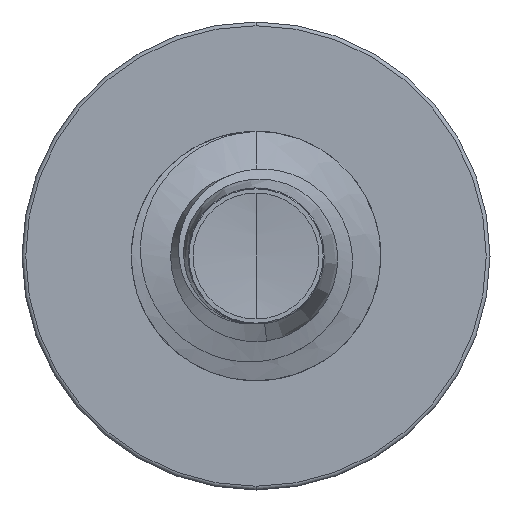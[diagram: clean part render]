
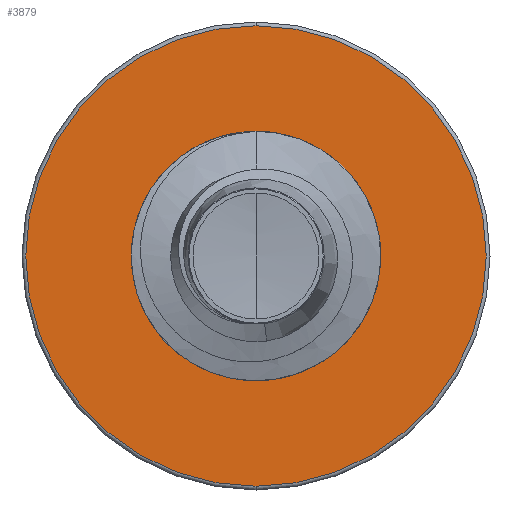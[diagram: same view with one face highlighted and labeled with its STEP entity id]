
A CAD part, front view. The second image highlights one B-rep face of the part: STEP entity #3879.
In plain terms, the highlighted planar face has unit normal (0, -1, 0).
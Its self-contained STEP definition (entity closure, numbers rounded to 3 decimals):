
#189 = CARTESIAN_POINT ( 'NONE',  ( 0., 5.5, 0. ) ) ;
#358 = ORIENTED_EDGE ( 'NONE', *, *, #8329, .T. ) ;
#878 = DIRECTION ( 'NONE',  ( 0., 0., 1. ) ) ;
#1027 = EDGE_CURVE ( 'NONE', #7501, #3931, #6652, .T. ) ;
#1037 = DIRECTION ( 'NONE',  ( 0., 0., 1. ) ) ;
#1125 = AXIS2_PLACEMENT_3D ( 'NONE', #189, #6082, #1037 ) ;
#1268 = AXIS2_PLACEMENT_3D ( 'NONE', #8667, #3618, #9499 ) ;
#1648 = PLANE ( 'NONE',  #3220 ) ;
#1718 = CARTESIAN_POINT ( 'NONE',  ( 0., 5.5, 1.989 ) ) ;
#2627 = ORIENTED_EDGE ( 'NONE', *, *, #5958, .F. ) ;
#2679 = CIRCLE ( 'NONE', #1268, 1.989 ) ;
#3018 = CARTESIAN_POINT ( 'NONE',  ( 0., 5.5, 0. ) ) ;
#3220 = AXIS2_PLACEMENT_3D ( 'NONE', #5071, #5919, #878 ) ;
#3459 = CARTESIAN_POINT ( 'NONE',  ( 0., 5.5, 0. ) ) ;
#3540 = ORIENTED_EDGE ( 'NONE', *, *, #5718, .F. ) ;
#3618 = DIRECTION ( 'NONE',  ( 0., 1., 0. ) ) ;
#3684 = EDGE_LOOP ( 'NONE', ( #2627, #3540 ) ) ;
#3855 = DIRECTION ( 'NONE',  ( 0., 0., 1. ) ) ;
#3879 = ADVANCED_FACE ( 'NONE', ( #9791, #7577 ), #1648, .F. ) ;
#3931 = VERTEX_POINT ( 'NONE', #1718 ) ;
#4302 = DIRECTION ( 'NONE',  ( 0., 0., 1. ) ) ;
#5071 = CARTESIAN_POINT ( 'NONE',  ( 0., 5.5, -1.989 ) ) ;
#5127 = VERTEX_POINT ( 'NONE', #5955 ) ;
#5718 = EDGE_CURVE ( 'NONE', #5127, #9983, #10820, .T. ) ;
#5919 = DIRECTION ( 'NONE',  ( 0., 1., 0. ) ) ;
#5955 = CARTESIAN_POINT ( 'NONE',  ( 0., 5.5, -3.69 ) ) ;
#5958 = EDGE_CURVE ( 'NONE', #9983, #5127, #7431, .T. ) ;
#6054 = EDGE_LOOP ( 'NONE', ( #358, #6832 ) ) ;
#6082 = DIRECTION ( 'NONE',  ( 0., 1., 0. ) ) ;
#6196 = CARTESIAN_POINT ( 'NONE',  ( 0., 5.5, 3.69 ) ) ;
#6652 = CIRCLE ( 'NONE', #8687, 1.989 ) ;
#6832 = ORIENTED_EDGE ( 'NONE', *, *, #1027, .T. ) ;
#7431 = CIRCLE ( 'NONE', #1125, 3.69 ) ;
#7501 = VERTEX_POINT ( 'NONE', #10373 ) ;
#7577 = FACE_BOUND ( 'NONE', #6054, .T. ) ;
#8092 = AXIS2_PLACEMENT_3D ( 'NONE', #3459, #9343, #4302 ) ;
#8329 = EDGE_CURVE ( 'NONE', #3931, #7501, #2679, .T. ) ;
#8667 = CARTESIAN_POINT ( 'NONE',  ( 0., 5.5, 0. ) ) ;
#8687 = AXIS2_PLACEMENT_3D ( 'NONE', #3018, #8907, #3855 ) ;
#8907 = DIRECTION ( 'NONE',  ( 0., 1., 0. ) ) ;
#9343 = DIRECTION ( 'NONE',  ( 0., 1., 0. ) ) ;
#9499 = DIRECTION ( 'NONE',  ( 0., 0., 1. ) ) ;
#9791 = FACE_OUTER_BOUND ( 'NONE', #3684, .T. ) ;
#9983 = VERTEX_POINT ( 'NONE', #6196 ) ;
#10373 = CARTESIAN_POINT ( 'NONE',  ( 0., 5.5, -1.989 ) ) ;
#10820 = CIRCLE ( 'NONE', #8092, 3.69 ) ;
